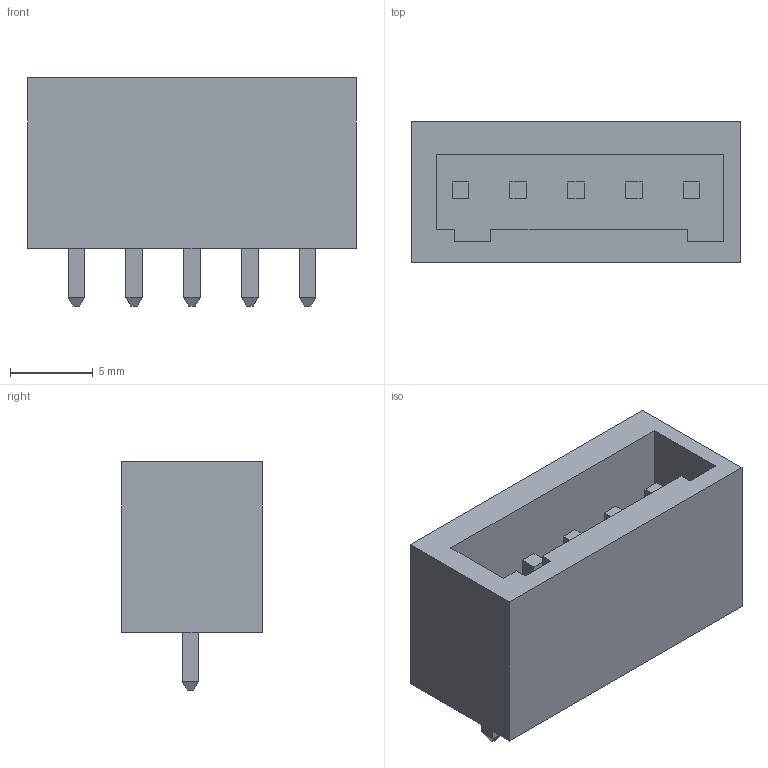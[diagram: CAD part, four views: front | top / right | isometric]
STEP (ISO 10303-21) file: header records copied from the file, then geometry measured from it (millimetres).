
FILE_DESCRIPTION (( 'STEP AP214' ), '1' );
FILE_NAME ('8EDGVC-3.5-05P.STEP', '2021-11-30T04:22:25', ( '' ), ( '' ), 'SwSTEP 2.0', 'SolidWorks 2019', '' );
FILE_SCHEMA (( 'AUTOMOTIVE_DESIGN' ));
Length unit declared in the file: millimetre
Products named in the file (1): 8EDGVC-3.5-05P
Bounding box: 19.9 x 8.5 x 13.8 mm (x, y, z)
Volume: 1080.4 mm3; surface area: 1569 mm2
Topology: 6 solids, 6 shells, 67 faces, 142 edges, 88 vertices
Faces by surface type: plane 67
Entity records: 2365 total; most frequent: CARTESIAN_POINT 298, ORIENTED_EDGE 284, DIRECTION 278, EDGE_CURVE 142, LINE 142, VECTOR 142, VERTEX_POINT 88, EDGE_LOOP 68
